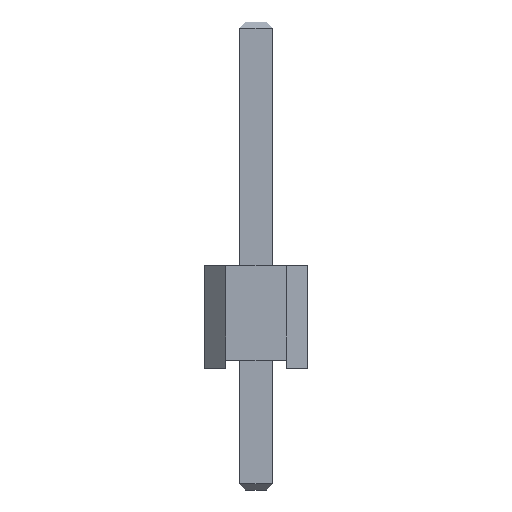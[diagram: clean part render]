
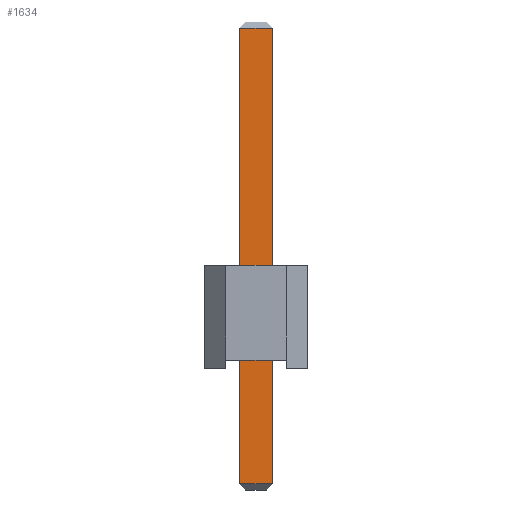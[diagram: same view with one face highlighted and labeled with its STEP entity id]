
A CAD part, front view. The second image highlights one B-rep face of the part: STEP entity #1634.
In plain terms, the highlighted planar face has unit normal (0, -1, 0).
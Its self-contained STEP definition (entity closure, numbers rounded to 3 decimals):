
#1222 = PLANE('',#1223);
#1223 = AXIS2_PLACEMENT_3D('',#1224,#1225,#1226);
#1224 = CARTESIAN_POINT('',(-0.4,-0.4,-3.));
#1225 = DIRECTION('',(-1.,0.,0.));
#1226 = DIRECTION('',(0.,1.,0.));
#1278 = PLANE('',#1279);
#1279 = AXIS2_PLACEMENT_3D('',#1280,#1281,#1282);
#1280 = CARTESIAN_POINT('',(0.4,0.4,-3.));
#1281 = DIRECTION('',(1.,0.,0.));
#1282 = DIRECTION('',(0.,-1.,0.));
#1319 = EDGE_CURVE('',#1320,#1322,#1324,.T.);
#1320 = VERTEX_POINT('',#1321);
#1321 = CARTESIAN_POINT('',(-0.4,-0.4,-2.85));
#1322 = VERTEX_POINT('',#1323);
#1323 = CARTESIAN_POINT('',(-0.4,-0.4,8.39));
#1324 = SURFACE_CURVE('',#1325,(#1329,#1336),.PCURVE_S1.);
#1325 = LINE('',#1326,#1327);
#1326 = CARTESIAN_POINT('',(-0.4,-0.4,-3.));
#1327 = VECTOR('',#1328,1.);
#1328 = DIRECTION('',(0.,0.,1.));
#1329 = PCURVE('',#1222,#1330);
#1330 = DEFINITIONAL_REPRESENTATION('',(#1331),#1335);
#1331 = LINE('',#1332,#1333);
#1332 = CARTESIAN_POINT('',(0.,0.));
#1333 = VECTOR('',#1334,1.);
#1334 = DIRECTION('',(0.,-1.));
#1335 = ( GEOMETRIC_REPRESENTATION_CONTEXT(2) 
PARAMETRIC_REPRESENTATION_CONTEXT() REPRESENTATION_CONTEXT('2D SPACE',''
  ) );
#1336 = PCURVE('',#1337,#1342);
#1337 = PLANE('',#1338);
#1338 = AXIS2_PLACEMENT_3D('',#1339,#1340,#1341);
#1339 = CARTESIAN_POINT('',(0.4,-0.4,-3.));
#1340 = DIRECTION('',(0.,-1.,0.));
#1341 = DIRECTION('',(-1.,0.,0.));
#1342 = DEFINITIONAL_REPRESENTATION('',(#1343),#1347);
#1343 = LINE('',#1344,#1345);
#1344 = CARTESIAN_POINT('',(0.8,0.));
#1345 = VECTOR('',#1346,1.);
#1346 = DIRECTION('',(0.,-1.));
#1347 = ( GEOMETRIC_REPRESENTATION_CONTEXT(2) 
PARAMETRIC_REPRESENTATION_CONTEXT() REPRESENTATION_CONTEXT('2D SPACE',''
  ) );
#1569 = VERTEX_POINT('',#1570);
#1570 = CARTESIAN_POINT('',(0.4,-0.4,8.39));
#1591 = EDGE_CURVE('',#1592,#1569,#1594,.T.);
#1592 = VERTEX_POINT('',#1593);
#1593 = CARTESIAN_POINT('',(0.4,-0.4,-2.85));
#1594 = SURFACE_CURVE('',#1595,(#1599,#1606),.PCURVE_S1.);
#1595 = LINE('',#1596,#1597);
#1596 = CARTESIAN_POINT('',(0.4,-0.4,-3.));
#1597 = VECTOR('',#1598,1.);
#1598 = DIRECTION('',(0.,0.,1.));
#1599 = PCURVE('',#1278,#1600);
#1600 = DEFINITIONAL_REPRESENTATION('',(#1601),#1605);
#1601 = LINE('',#1602,#1603);
#1602 = CARTESIAN_POINT('',(0.8,0.));
#1603 = VECTOR('',#1604,1.);
#1604 = DIRECTION('',(0.,-1.));
#1605 = ( GEOMETRIC_REPRESENTATION_CONTEXT(2) 
PARAMETRIC_REPRESENTATION_CONTEXT() REPRESENTATION_CONTEXT('2D SPACE',''
  ) );
#1606 = PCURVE('',#1337,#1607);
#1607 = DEFINITIONAL_REPRESENTATION('',(#1608),#1612);
#1608 = LINE('',#1609,#1610);
#1609 = CARTESIAN_POINT('',(0.,0.));
#1610 = VECTOR('',#1611,1.);
#1611 = DIRECTION('',(0.,-1.));
#1612 = ( GEOMETRIC_REPRESENTATION_CONTEXT(2) 
PARAMETRIC_REPRESENTATION_CONTEXT() REPRESENTATION_CONTEXT('2D SPACE',''
  ) );
#1634 = ADVANCED_FACE('',(#1635),#1337,.T.);
#1635 = FACE_BOUND('',#1636,.T.);
#1636 = EDGE_LOOP('',(#1637,#1638,#1664,#1665));
#1637 = ORIENTED_EDGE('',*,*,#1591,.T.);
#1638 = ORIENTED_EDGE('',*,*,#1639,.T.);
#1639 = EDGE_CURVE('',#1569,#1322,#1640,.T.);
#1640 = SURFACE_CURVE('',#1641,(#1645,#1652),.PCURVE_S1.);
#1641 = LINE('',#1642,#1643);
#1642 = CARTESIAN_POINT('',(0.4,-0.4,8.39));
#1643 = VECTOR('',#1644,1.);
#1644 = DIRECTION('',(-1.,0.,0.));
#1645 = PCURVE('',#1337,#1646);
#1646 = DEFINITIONAL_REPRESENTATION('',(#1647),#1651);
#1647 = LINE('',#1648,#1649);
#1648 = CARTESIAN_POINT('',(0.,-11.39));
#1649 = VECTOR('',#1650,1.);
#1650 = DIRECTION('',(1.,0.));
#1651 = ( GEOMETRIC_REPRESENTATION_CONTEXT(2) 
PARAMETRIC_REPRESENTATION_CONTEXT() REPRESENTATION_CONTEXT('2D SPACE',''
  ) );
#1652 = PCURVE('',#1653,#1658);
#1653 = PLANE('',#1654);
#1654 = AXIS2_PLACEMENT_3D('',#1655,#1656,#1657);
#1655 = CARTESIAN_POINT('',(0.4,-0.325,8.465));
#1656 = DIRECTION('',(0.,-0.707,0.707));
#1657 = DIRECTION('',(1.,0.,0.));
#1658 = DEFINITIONAL_REPRESENTATION('',(#1659),#1663);
#1659 = LINE('',#1660,#1661);
#1660 = CARTESIAN_POINT('',(0.,-0.106));
#1661 = VECTOR('',#1662,1.);
#1662 = DIRECTION('',(-1.,0.));
#1663 = ( GEOMETRIC_REPRESENTATION_CONTEXT(2) 
PARAMETRIC_REPRESENTATION_CONTEXT() REPRESENTATION_CONTEXT('2D SPACE',''
  ) );
#1664 = ORIENTED_EDGE('',*,*,#1319,.F.);
#1665 = ORIENTED_EDGE('',*,*,#1666,.F.);
#1666 = EDGE_CURVE('',#1592,#1320,#1667,.T.);
#1667 = SURFACE_CURVE('',#1668,(#1672,#1679),.PCURVE_S1.);
#1668 = LINE('',#1669,#1670);
#1669 = CARTESIAN_POINT('',(0.4,-0.4,-2.85));
#1670 = VECTOR('',#1671,1.);
#1671 = DIRECTION('',(-1.,0.,0.));
#1672 = PCURVE('',#1337,#1673);
#1673 = DEFINITIONAL_REPRESENTATION('',(#1674),#1678);
#1674 = LINE('',#1675,#1676);
#1675 = CARTESIAN_POINT('',(0.,-0.15));
#1676 = VECTOR('',#1677,1.);
#1677 = DIRECTION('',(1.,0.));
#1678 = ( GEOMETRIC_REPRESENTATION_CONTEXT(2) 
PARAMETRIC_REPRESENTATION_CONTEXT() REPRESENTATION_CONTEXT('2D SPACE',''
  ) );
#1679 = PCURVE('',#1680,#1685);
#1680 = PLANE('',#1681);
#1681 = AXIS2_PLACEMENT_3D('',#1682,#1683,#1684);
#1682 = CARTESIAN_POINT('',(0.4,-0.325,-2.925));
#1683 = DIRECTION('',(0.,0.707,0.707)
  );
#1684 = DIRECTION('',(1.,0.,0.));
#1685 = DEFINITIONAL_REPRESENTATION('',(#1686),#1690);
#1686 = LINE('',#1687,#1688);
#1687 = CARTESIAN_POINT('',(0.,-0.106));
#1688 = VECTOR('',#1689,1.);
#1689 = DIRECTION('',(-1.,0.));
#1690 = ( GEOMETRIC_REPRESENTATION_CONTEXT(2) 
PARAMETRIC_REPRESENTATION_CONTEXT() REPRESENTATION_CONTEXT('2D SPACE',''
  ) );
